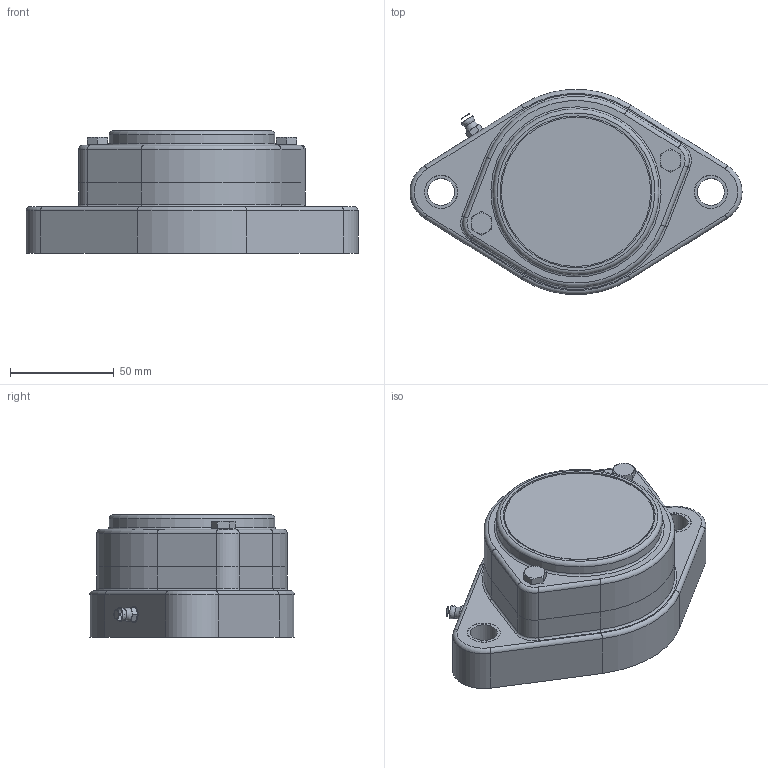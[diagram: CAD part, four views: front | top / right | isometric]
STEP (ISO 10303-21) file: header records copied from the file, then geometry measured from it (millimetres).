
FILE_DESCRIPTION(/* description */ (''),/* implementation_level */ '2;1');
FILE_NAME(/* name */ 'NGB35F20.stp',/* time_stamp */ '2025-08-14T10:23:37+02:00',/* author */ ('rhm'),/* organization */ (''),/* preprocessor_version */ 'ST-DEVELOPER v19.2',/* originating_system */ 'Autodesk Inventor 2023',/* authorisation */ '');
FILE_SCHEMA (('AUTOMOTIVE_DESIGN { 1 0 10303 214 3 1 1 }'));
Length unit declared in the file: millimetre
Products named in the file (1): Part1
Bounding box: 160 x 98.68 x 59 mm (x, y, z)
Volume: 345617.7 mm3; surface area: 96382.4 mm2
Topology: 6 solids, 15 shells, 373 faces, 881 edges, 559 vertices
Faces by surface type: plane 136, cylinder 127, cone 56, torus 49, sphere 5
Full cylindrical faces by diameter (mm): 2.4 x2, 3 x1, 4.917 x2, 5.459 x2, 6 x5, 6.5 x2, 8 x2, 8.7 x2, 9 x2, 13 x2, 15.8 x2, 35 x2, 39.2 x1, 43.5 x1, 44.6 x2, 47 x1, 47.93 x2, 50.15 x1, 51 x1, 61.25 x1, 63.47 x4, 72 x2, 73.2 x1, 78.2 x2, 80 x1
Entity records: 11870 total; most frequent: CARTESIAN_POINT 2506, DIRECTION 1982, ORIENTED_EDGE 1772, EDGE_CURVE 886, AXIS2_PLACEMENT_3D 830, VERTEX_POINT 583, CIRCLE 452, EDGE_LOOP 445
